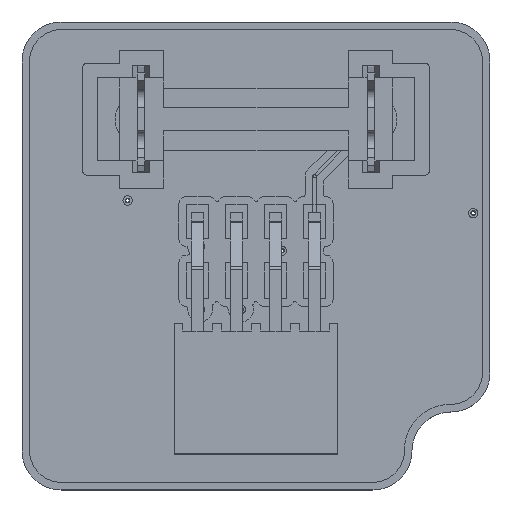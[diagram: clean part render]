
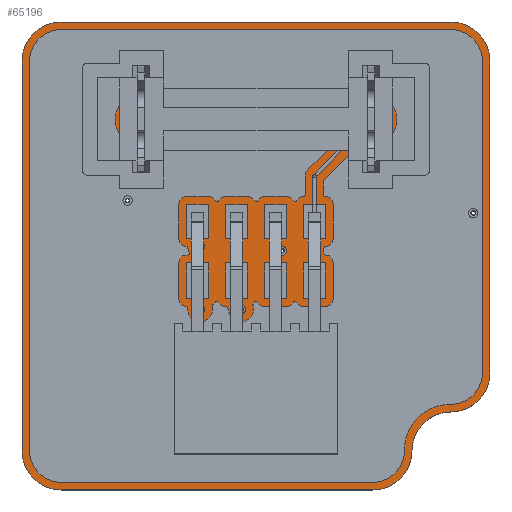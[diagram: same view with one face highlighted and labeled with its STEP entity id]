
A CAD part, top view. The second image highlights one B-rep face of the part: STEP entity #65196.
In plain terms, the highlighted planar face has unit normal (0, 0, 1).
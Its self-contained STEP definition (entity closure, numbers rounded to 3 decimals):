
#64930 = VERTEX_POINT('',#64931);
#64931 = CARTESIAN_POINT('',(104.14,-50.8,1.6));
#64937 = EDGE_CURVE('',#64930,#64938,#64940,.T.);
#64938 = VERTEX_POINT('',#64939);
#64939 = CARTESIAN_POINT('',(106.68,-53.34,1.6));
#64940 = CIRCLE('',#64941,2.54);
#64941 = AXIS2_PLACEMENT_3D('',#64942,#64943,#64944);
#64942 = CARTESIAN_POINT('',(104.14,-53.34,1.6));
#64943 = DIRECTION('',(0.,0.,-1.));
#64944 = DIRECTION('',(0.,1.,0.));
#64972 = VERTEX_POINT('',#64973);
#64973 = CARTESIAN_POINT('',(78.74,-50.8,1.6));
#64979 = EDGE_CURVE('',#64972,#64930,#64980,.T.);
#64980 = LINE('',#64981,#64982);
#64981 = CARTESIAN_POINT('',(78.74,-50.8,1.6));
#64982 = VECTOR('',#64983,1.);
#64983 = DIRECTION('',(1.,0.,0.));
#65001 = EDGE_CURVE('',#64938,#65002,#65004,.T.);
#65002 = VERTEX_POINT('',#65003);
#65003 = CARTESIAN_POINT('',(106.68,-73.66,1.6));
#65004 = LINE('',#65005,#65006);
#65005 = CARTESIAN_POINT('',(106.68,-53.34,1.6));
#65006 = VECTOR('',#65007,1.);
#65007 = DIRECTION('',(0.,-1.,0.));
#65196 = ADVANCED_FACE('',(#65197,#65261,#65272,#65283,#65294,#65305,
    #65316,#65327,#65338,#65349),#65360,.F.);
#65197 = FACE_BOUND('',#65198,.F.);
#65198 = EDGE_LOOP('',(#65199,#65200,#65201,#65210,#65219,#65228,#65236,
    #65245,#65253,#65260));
#65199 = ORIENTED_EDGE('',*,*,#64937,.T.);
#65200 = ORIENTED_EDGE('',*,*,#65001,.T.);
#65201 = ORIENTED_EDGE('',*,*,#65202,.T.);
#65202 = EDGE_CURVE('',#65002,#65203,#65205,.T.);
#65203 = VERTEX_POINT('',#65204);
#65204 = CARTESIAN_POINT('',(104.14,-76.2,1.6));
#65205 = CIRCLE('',#65206,2.54);
#65206 = AXIS2_PLACEMENT_3D('',#65207,#65208,#65209);
#65207 = CARTESIAN_POINT('',(104.14,-73.66,1.6));
#65208 = DIRECTION('',(0.,0.,-1.));
#65209 = DIRECTION('',(1.,0.,0.));
#65210 = ORIENTED_EDGE('',*,*,#65211,.T.);
#65211 = EDGE_CURVE('',#65203,#65212,#65214,.T.);
#65212 = VERTEX_POINT('',#65213);
#65213 = CARTESIAN_POINT('',(101.6,-78.74,1.6));
#65214 = CIRCLE('',#65215,2.54);
#65215 = AXIS2_PLACEMENT_3D('',#65216,#65217,#65218);
#65216 = CARTESIAN_POINT('',(104.14,-78.74,1.6));
#65217 = DIRECTION('',(0.,0.,1.));
#65218 = DIRECTION('',(0.,1.,0.));
#65219 = ORIENTED_EDGE('',*,*,#65220,.T.);
#65220 = EDGE_CURVE('',#65212,#65221,#65223,.T.);
#65221 = VERTEX_POINT('',#65222);
#65222 = CARTESIAN_POINT('',(99.06,-81.28,1.6));
#65223 = CIRCLE('',#65224,2.54);
#65224 = AXIS2_PLACEMENT_3D('',#65225,#65226,#65227);
#65225 = CARTESIAN_POINT('',(99.06,-78.74,1.6));
#65226 = DIRECTION('',(0.,0.,-1.));
#65227 = DIRECTION('',(1.,0.,0.));
#65228 = ORIENTED_EDGE('',*,*,#65229,.T.);
#65229 = EDGE_CURVE('',#65221,#65230,#65232,.T.);
#65230 = VERTEX_POINT('',#65231);
#65231 = CARTESIAN_POINT('',(78.74,-81.28,1.6));
#65232 = LINE('',#65233,#65234);
#65233 = CARTESIAN_POINT('',(99.06,-81.28,1.6));
#65234 = VECTOR('',#65235,1.);
#65235 = DIRECTION('',(-1.,0.,0.));
#65236 = ORIENTED_EDGE('',*,*,#65237,.T.);
#65237 = EDGE_CURVE('',#65230,#65238,#65240,.T.);
#65238 = VERTEX_POINT('',#65239);
#65239 = CARTESIAN_POINT('',(76.2,-78.74,1.6));
#65240 = CIRCLE('',#65241,2.54);
#65241 = AXIS2_PLACEMENT_3D('',#65242,#65243,#65244);
#65242 = CARTESIAN_POINT('',(78.74,-78.74,1.6));
#65243 = DIRECTION('',(0.,0.,-1.));
#65244 = DIRECTION('',(0.,-1.,-0.));
#65245 = ORIENTED_EDGE('',*,*,#65246,.T.);
#65246 = EDGE_CURVE('',#65238,#65247,#65249,.T.);
#65247 = VERTEX_POINT('',#65248);
#65248 = CARTESIAN_POINT('',(76.2,-53.34,1.6));
#65249 = LINE('',#65250,#65251);
#65250 = CARTESIAN_POINT('',(76.2,-78.74,1.6));
#65251 = VECTOR('',#65252,1.);
#65252 = DIRECTION('',(0.,1.,0.));
#65253 = ORIENTED_EDGE('',*,*,#65254,.T.);
#65254 = EDGE_CURVE('',#65247,#64972,#65255,.T.);
#65255 = CIRCLE('',#65256,2.54);
#65256 = AXIS2_PLACEMENT_3D('',#65257,#65258,#65259);
#65257 = CARTESIAN_POINT('',(78.74,-53.34,1.6));
#65258 = DIRECTION('',(0.,0.,-1.));
#65259 = DIRECTION('',(-1.,0.,0.));
#65260 = ORIENTED_EDGE('',*,*,#64979,.T.);
#65261 = FACE_BOUND('',#65262,.F.);
#65262 = EDGE_LOOP('',(#65263));
#65263 = ORIENTED_EDGE('',*,*,#65264,.F.);
#65264 = EDGE_CURVE('',#65265,#65265,#65267,.T.);
#65265 = VERTEX_POINT('',#65266);
#65266 = CARTESIAN_POINT('',(105.59,-63.401,1.6));
#65267 = CIRCLE('',#65268,0.15);
#65268 = AXIS2_PLACEMENT_3D('',#65269,#65270,#65271);
#65269 = CARTESIAN_POINT('',(105.59,-63.251,1.6));
#65270 = DIRECTION('',(-0.,0.,-1.));
#65271 = DIRECTION('',(-0.,-1.,0.));
#65272 = FACE_BOUND('',#65273,.F.);
#65273 = EDGE_LOOP('',(#65274));
#65274 = ORIENTED_EDGE('',*,*,#65275,.F.);
#65275 = EDGE_CURVE('',#65276,#65276,#65278,.T.);
#65276 = VERTEX_POINT('',#65277);
#65277 = CARTESIAN_POINT('',(90.463,-69.673,1.6));
#65278 = CIRCLE('',#65279,0.15);
#65279 = AXIS2_PLACEMENT_3D('',#65280,#65281,#65282);
#65280 = CARTESIAN_POINT('',(90.463,-69.523,1.6));
#65281 = DIRECTION('',(-0.,0.,-1.));
#65282 = DIRECTION('',(0.,-1.,-0.));
#65283 = FACE_BOUND('',#65284,.F.);
#65284 = EDGE_LOOP('',(#65285));
#65285 = ORIENTED_EDGE('',*,*,#65286,.F.);
#65286 = EDGE_CURVE('',#65287,#65287,#65289,.T.);
#65287 = VERTEX_POINT('',#65288);
#65288 = CARTESIAN_POINT('',(87.798,-69.673,1.6));
#65289 = CIRCLE('',#65290,0.15);
#65290 = AXIS2_PLACEMENT_3D('',#65291,#65292,#65293);
#65291 = CARTESIAN_POINT('',(87.798,-69.523,1.6));
#65292 = DIRECTION('',(-0.,0.,-1.));
#65293 = DIRECTION('',(0.,-1.,0.));
#65294 = FACE_BOUND('',#65295,.F.);
#65295 = EDGE_LOOP('',(#65296));
#65296 = ORIENTED_EDGE('',*,*,#65297,.F.);
#65297 = EDGE_CURVE('',#65298,#65298,#65300,.T.);
#65298 = VERTEX_POINT('',#65299);
#65299 = CARTESIAN_POINT('',(93.127,-65.848,1.6));
#65300 = CIRCLE('',#65301,0.15);
#65301 = AXIS2_PLACEMENT_3D('',#65302,#65303,#65304);
#65302 = CARTESIAN_POINT('',(93.127,-65.698,1.6));
#65303 = DIRECTION('',(-0.,0.,-1.));
#65304 = DIRECTION('',(0.,-1.,-0.));
#65305 = FACE_BOUND('',#65306,.F.);
#65306 = EDGE_LOOP('',(#65307));
#65307 = ORIENTED_EDGE('',*,*,#65308,.F.);
#65308 = EDGE_CURVE('',#65309,#65309,#65311,.T.);
#65309 = VERTEX_POINT('',#65310);
#65310 = CARTESIAN_POINT('',(87.798,-65.576,1.6));
#65311 = CIRCLE('',#65312,0.15);
#65312 = AXIS2_PLACEMENT_3D('',#65313,#65314,#65315);
#65313 = CARTESIAN_POINT('',(87.798,-65.426,1.6));
#65314 = DIRECTION('',(-0.,0.,-1.));
#65315 = DIRECTION('',(0.,-1.,0.));
#65316 = FACE_BOUND('',#65317,.F.);
#65317 = EDGE_LOOP('',(#65318));
#65318 = ORIENTED_EDGE('',*,*,#65319,.F.);
#65319 = EDGE_CURVE('',#65320,#65320,#65322,.T.);
#65320 = VERTEX_POINT('',#65321);
#65321 = CARTESIAN_POINT('',(98.94,-57.925,1.6));
#65322 = CIRCLE('',#65323,0.775);
#65323 = AXIS2_PLACEMENT_3D('',#65324,#65325,#65326);
#65324 = CARTESIAN_POINT('',(98.94,-57.15,1.6));
#65325 = DIRECTION('',(-0.,0.,-1.));
#65326 = DIRECTION('',(-0.,-1.,0.));
#65327 = FACE_BOUND('',#65328,.F.);
#65328 = EDGE_LOOP('',(#65329));
#65329 = ORIENTED_EDGE('',*,*,#65330,.F.);
#65330 = EDGE_CURVE('',#65331,#65331,#65333,.T.);
#65331 = VERTEX_POINT('',#65332);
#65332 = CARTESIAN_POINT('',(83.073,-62.578,1.6));
#65333 = CIRCLE('',#65334,0.15);
#65334 = AXIS2_PLACEMENT_3D('',#65335,#65336,#65337);
#65335 = CARTESIAN_POINT('',(83.073,-62.428,1.6));
#65336 = DIRECTION('',(-0.,0.,-1.));
#65337 = DIRECTION('',(-0.,-1.,0.));
#65338 = FACE_BOUND('',#65339,.F.);
#65339 = EDGE_LOOP('',(#65340));
#65340 = ORIENTED_EDGE('',*,*,#65341,.F.);
#65341 = EDGE_CURVE('',#65342,#65342,#65344,.T.);
#65342 = VERTEX_POINT('',#65343);
#65343 = CARTESIAN_POINT('',(91.44,-58.475,1.6));
#65344 = CIRCLE('',#65345,1.325);
#65345 = AXIS2_PLACEMENT_3D('',#65346,#65347,#65348);
#65346 = CARTESIAN_POINT('',(91.44,-57.15,1.6));
#65347 = DIRECTION('',(-0.,0.,-1.));
#65348 = DIRECTION('',(-0.,-1.,0.));
#65349 = FACE_BOUND('',#65350,.F.);
#65350 = EDGE_LOOP('',(#65351));
#65351 = ORIENTED_EDGE('',*,*,#65352,.F.);
#65352 = EDGE_CURVE('',#65353,#65353,#65355,.T.);
#65353 = VERTEX_POINT('',#65354);
#65354 = CARTESIAN_POINT('',(83.94,-57.925,1.6));
#65355 = CIRCLE('',#65356,0.775);
#65356 = AXIS2_PLACEMENT_3D('',#65357,#65358,#65359);
#65357 = CARTESIAN_POINT('',(83.94,-57.15,1.6));
#65358 = DIRECTION('',(-0.,0.,-1.));
#65359 = DIRECTION('',(-0.,-1.,0.));
#65360 = PLANE('',#65361);
#65361 = AXIS2_PLACEMENT_3D('',#65362,#65363,#65364);
#65362 = CARTESIAN_POINT('',(91.015,-65.615,1.6));
#65363 = DIRECTION('',(-0.,-0.,-1.));
#65364 = DIRECTION('',(-1.,0.,0.));
